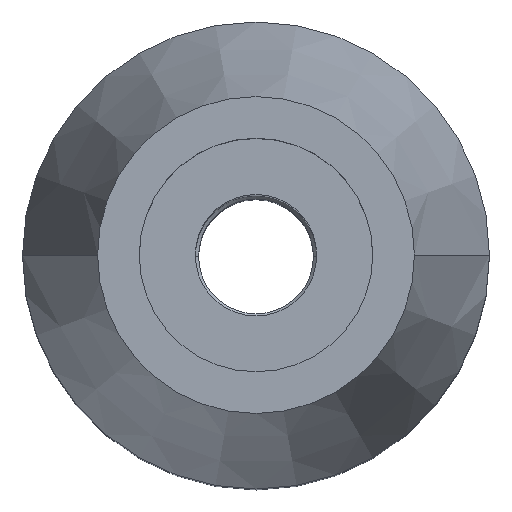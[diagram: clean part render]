
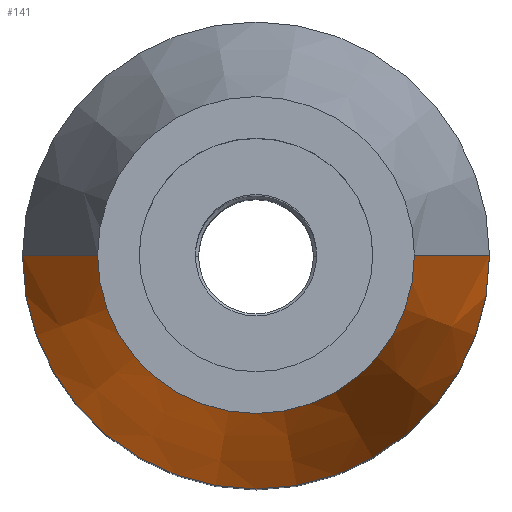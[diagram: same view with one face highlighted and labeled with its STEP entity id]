
A CAD part, top view. The second image highlights one B-rep face of the part: STEP entity #141.
In plain terms, the highlighted conical face has half-angle 15 degrees and reference radius 4.196 mm.
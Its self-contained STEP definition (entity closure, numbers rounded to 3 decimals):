
#127=VERTEX_POINT('',#339);
#131=VERTEX_POINT('',#345);
#141=ADVANCED_FACE('',(#358),#359,.T.);
#145=VERTEX_POINT('',#363);
#165=EDGE_CURVE('',#145,#209,#385,.T.);
#185=EDGE_CURVE('',#131,#145,#407,.T.);
#209=VERTEX_POINT('',#435);
#211=EDGE_CURVE('',#209,#127,#437,.T.);
#239=EDGE_CURVE('',#131,#127,#467,.T.);
#339=CARTESIAN_POINT('',(5.0,0.0,12.0));
#345=CARTESIAN_POINT('',(-5.0,0.,12.0));
#358=FACE_OUTER_BOUND('',#588,.T.);
#359=CONICAL_SURFACE('',#589,4.196,0.262);
#363=CARTESIAN_POINT('',(-3.392,0.,18.0));
#385=CIRCLE('',#625,3.392);
#407=LINE('',#656,#657);
#435=CARTESIAN_POINT('',(3.392,0.,18.0));
#437=LINE('',#694,#695);
#467=CIRCLE('',#736,5.0);
#588=EDGE_LOOP('',(#883,#884,#885,#886));
#589=AXIS2_PLACEMENT_3D('',#887,#888,#889);
#625=AXIS2_PLACEMENT_3D('',#915,#916,#917);
#656=CARTESIAN_POINT('',(-4.196,0.,15.0));
#657=VECTOR('',#940,1.0);
#694=CARTESIAN_POINT('',(4.196,0.,15.0));
#695=VECTOR('',#986,1.0);
#736=AXIS2_PLACEMENT_3D('',#1018,#1019,#1020);
#883=ORIENTED_EDGE('',*,*,#185,.F.);
#884=ORIENTED_EDGE('',*,*,#239,.T.);
#885=ORIENTED_EDGE('',*,*,#211,.F.);
#886=ORIENTED_EDGE('',*,*,#165,.F.);
#887=CARTESIAN_POINT('',(0.,0.,15.0));
#888=DIRECTION('',(0.,0.,-1.0));
#889=DIRECTION('',(-1.0,0.,0.));
#915=CARTESIAN_POINT('',(0.,0.,18.0));
#916=DIRECTION('',(0.,0.,1.0));
#917=DIRECTION('',(-1.0,0.,-0.0));
#940=DIRECTION('',(0.259,0.,0.966));
#986=DIRECTION('',(0.259,0.,-0.966));
#1018=CARTESIAN_POINT('',(0.0,0.0,12.0));
#1019=DIRECTION('',(0.0,0.0,1.0));
#1020=DIRECTION('',(1.0,0.0,0.0));
